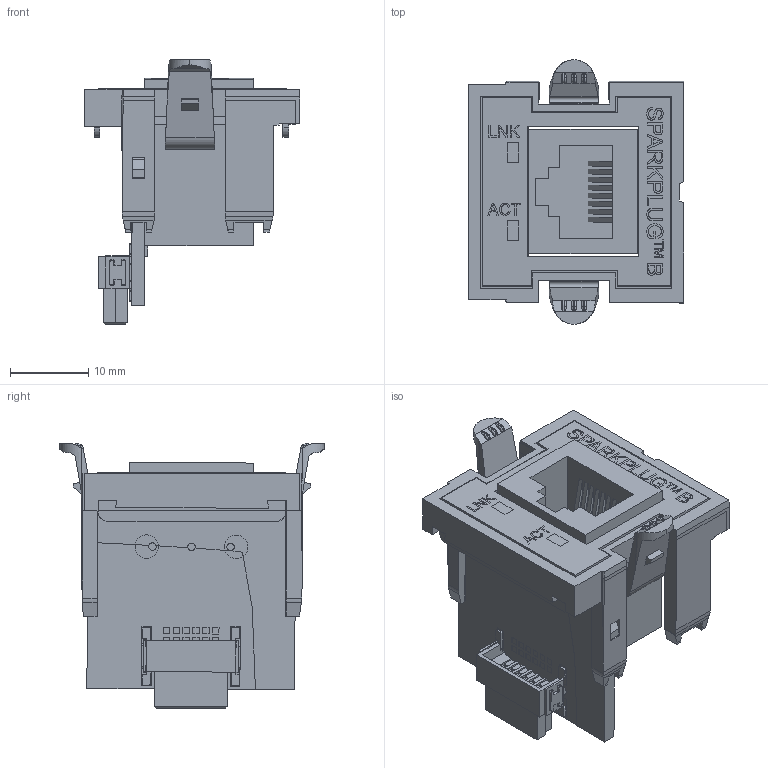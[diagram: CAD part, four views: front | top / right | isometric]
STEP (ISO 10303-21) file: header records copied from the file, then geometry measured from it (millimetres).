
FILE_DESCRIPTION (( 'STEP AP214' ), '1' );
FILE_NAME ('BX-P-SPARK.STEP', '2025-04-22T00:31:49', ( '' ), ( '' ), 'SwSTEP 2.0', 'SolidWorks 2021', '' );
FILE_SCHEMA (( 'AUTOMOTIVE_DESIGN' ));
Length unit declared in the file: inch
Products named in the file (1): BX-P-SPARK
Bounding box: 27.53 x 33.88 x 33.9 mm (x, y, z)
Volume: 6433.1 mm3; surface area: 9372.1 mm2
Topology: 34 solids, 34 shells, 1906 faces, 5241 edges, 3447 vertices
Faces by surface type: plane 1408, bspline 319, cylinder 159, torus 14, cone 6
Entity records: 63831 total; most frequent: CARTESIAN_POINT 15256, ORIENTED_EDGE 10482, DIRECTION 7956, EDGE_CURVE 5241, VECTOR 4178, LINE 4178, VERTEX_POINT 3447, EDGE_LOOP 2052
